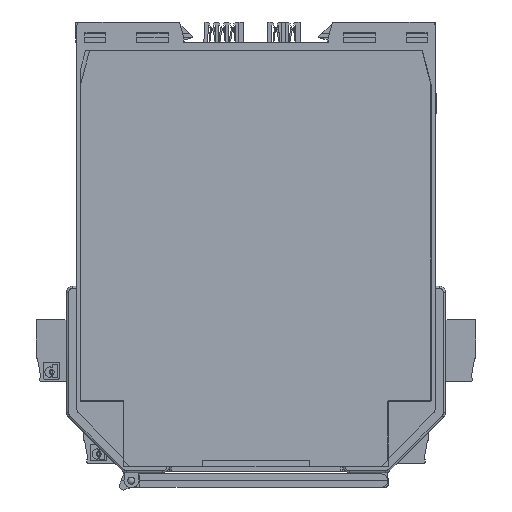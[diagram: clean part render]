
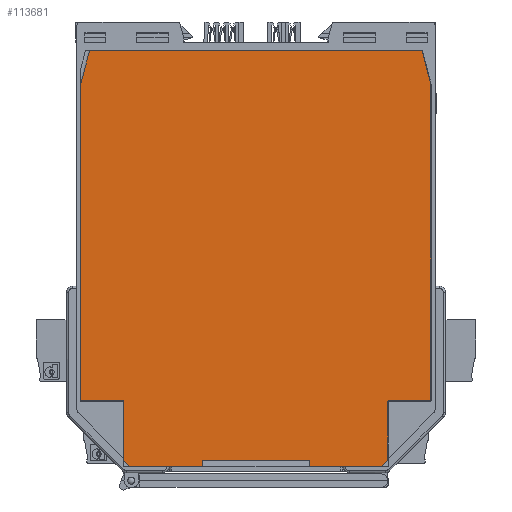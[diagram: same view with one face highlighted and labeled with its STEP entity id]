
A CAD part, front view. The second image highlights one B-rep face of the part: STEP entity #113681.
In plain terms, the highlighted planar face has unit normal (0, -1, 0).
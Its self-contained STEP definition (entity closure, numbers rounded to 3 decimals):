
#110018=DIRECTION('',(0.,0.,1.));
#110019=VECTOR('',#110018,1.5);
#110020=CARTESIAN_POINT('',(-13.,0.,-101.5));
#110021=LINE('',#110020,#110019);
#110025=DIRECTION('',(-1.,0.,0.));
#110026=VECTOR('',#110025,17.7);
#110027=CARTESIAN_POINT('',(-13.,0.,-101.5));
#110028=LINE('',#110027,#110026);
#110032=DIRECTION('',(0.,0.,1.));
#110033=VECTOR('',#110032,14.4);
#110034=CARTESIAN_POINT('',(-32.2,0.,-100.));
#110035=LINE('',#110034,#110033);
#110039=DIRECTION('',(-1.,0.,0.));
#110040=VECTOR('',#110039,10.5);
#110041=CARTESIAN_POINT('',(-32.2,0.,-85.6));
#110042=LINE('',#110041,#110040);
#110046=DIRECTION('',(0.,0.,1.));
#110047=VECTOR('',#110046,77.6);
#110048=CARTESIAN_POINT('',(-42.7,0.,-85.6));
#110049=LINE('',#110048,#110047);
#110053=DIRECTION('',(0.259,0.,0.966));
#110054=VECTOR('',#110053,8.282);
#110055=CARTESIAN_POINT('',(-42.7,0.,-8.));
#110056=LINE('',#110055,#110054);
#110060=DIRECTION('',(1.,0.,0.));
#110061=VECTOR('',#110060,81.113);
#110062=CARTESIAN_POINT('',(-40.556,0.,0.));
#110063=LINE('',#110062,#110061);
#110067=DIRECTION('',(0.259,0.,-0.966));
#110068=VECTOR('',#110067,8.282);
#110069=CARTESIAN_POINT('',(40.556,0.,0.));
#110070=LINE('',#110069,#110068);
#110074=DIRECTION('',(0.,0.,-1.));
#110075=VECTOR('',#110074,77.6);
#110076=CARTESIAN_POINT('',(42.7,0.,-8.));
#110077=LINE('',#110076,#110075);
#110081=DIRECTION('',(-1.,0.,0.));
#110082=VECTOR('',#110081,10.5);
#110083=CARTESIAN_POINT('',(42.7,0.,-85.6));
#110084=LINE('',#110083,#110082);
#110088=DIRECTION('',(0.,0.,-1.));
#110089=VECTOR('',#110088,14.4);
#110090=CARTESIAN_POINT('',(32.2,0.,-85.6));
#110091=LINE('',#110090,#110089);
#110095=DIRECTION('',(-1.,0.,0.));
#110096=VECTOR('',#110095,17.7);
#110097=CARTESIAN_POINT('',(30.7,0.,-101.5));
#110098=LINE('',#110097,#110096);
#110102=DIRECTION('',(0.,0.,1.));
#110103=VECTOR('',#110102,1.5);
#110104=CARTESIAN_POINT('',(13.,0.,-101.5));
#110105=LINE('',#110104,#110103);
#110109=DIRECTION('',(1.,0.,0.));
#110110=VECTOR('',#110109,26.);
#110111=CARTESIAN_POINT('',(-13.,0.,-100.));
#110112=LINE('',#110111,#110110);
#112369=DIRECTION('',(0.707,0.,0.707));
#112370=VECTOR('',#112369,2.121);
#112371=CARTESIAN_POINT('',(30.7,0.,-101.5));
#112372=LINE('',#112371,#112370);
#112425=DIRECTION('',(0.707,0.,-0.707));
#112426=VECTOR('',#112425,2.121);
#112427=CARTESIAN_POINT('',(-32.2,0.,-100.));
#112428=LINE('',#112427,#112426);
#113066=CARTESIAN_POINT('',(-32.2,0.,-85.6));
#113067=CARTESIAN_POINT('',(-42.7,0.,-85.6));
#113068=VERTEX_POINT('',#113066);
#113069=VERTEX_POINT('',#113067);
#113070=CARTESIAN_POINT('',(-42.7,0.,-8.));
#113071=VERTEX_POINT('',#113070);
#113072=CARTESIAN_POINT('',(-40.556,0.,0.));
#113073=VERTEX_POINT('',#113072);
#113074=CARTESIAN_POINT('',(40.556,0.,0.));
#113075=VERTEX_POINT('',#113074);
#113076=CARTESIAN_POINT('',(42.7,0.,-8.));
#113077=VERTEX_POINT('',#113076);
#113078=CARTESIAN_POINT('',(42.7,0.,-85.6));
#113079=VERTEX_POINT('',#113078);
#113080=CARTESIAN_POINT('',(32.2,0.,-85.6));
#113081=VERTEX_POINT('',#113080);
#113198=CARTESIAN_POINT('',(30.7,0.,-101.5));
#113200=VERTEX_POINT('',#113198);
#113202=CARTESIAN_POINT('',(32.2,0.,-100.));
#113204=VERTEX_POINT('',#113202);
#113206=CARTESIAN_POINT('',(-32.2,0.,-100.));
#113208=VERTEX_POINT('',#113206);
#113210=CARTESIAN_POINT('',(-30.7,0.,-101.5));
#113212=VERTEX_POINT('',#113210);
#113566=CARTESIAN_POINT('',(-13.,0.,-101.5));
#113567=CARTESIAN_POINT('',(-13.,0.,-100.));
#113568=VERTEX_POINT('',#113566);
#113569=VERTEX_POINT('',#113567);
#113570=CARTESIAN_POINT('',(13.,0.,-100.));
#113571=VERTEX_POINT('',#113570);
#113572=CARTESIAN_POINT('',(13.,0.,-101.5));
#113573=VERTEX_POINT('',#113572);
#113642=CARTESIAN_POINT('',(0.,0.,0.));
#113643=DIRECTION('',(0.,1.,0.));
#113644=DIRECTION('',(1.,0.,0.));
#113645=AXIS2_PLACEMENT_3D('',#113642,#113643,#113644);
#113646=PLANE('',#113645);
#113648=ORIENTED_EDGE('',*,*,#113647,.F.);
#113650=ORIENTED_EDGE('',*,*,#113649,.T.);
#113652=ORIENTED_EDGE('',*,*,#113651,.F.);
#113654=ORIENTED_EDGE('',*,*,#113653,.T.);
#113656=ORIENTED_EDGE('',*,*,#113655,.T.);
#113658=ORIENTED_EDGE('',*,*,#113657,.T.);
#113660=ORIENTED_EDGE('',*,*,#113659,.T.);
#113662=ORIENTED_EDGE('',*,*,#113661,.T.);
#113664=ORIENTED_EDGE('',*,*,#113663,.T.);
#113666=ORIENTED_EDGE('',*,*,#113665,.T.);
#113668=ORIENTED_EDGE('',*,*,#113667,.T.);
#113670=ORIENTED_EDGE('',*,*,#113669,.T.);
#113672=ORIENTED_EDGE('',*,*,#113671,.F.);
#113674=ORIENTED_EDGE('',*,*,#113673,.T.);
#113676=ORIENTED_EDGE('',*,*,#113675,.T.);
#113678=ORIENTED_EDGE('',*,*,#113677,.F.);
#113679=EDGE_LOOP('',(#113648,#113650,#113652,#113654,#113656,#113658,#113660,
#113662,#113664,#113666,#113668,#113670,#113672,#113674,#113676,#113678));
#113680=FACE_OUTER_BOUND('',#113679,.F.);
#113681=ADVANCED_FACE('',(#113680),#113646,.F.);
#113647=EDGE_CURVE('',#113568,#113569,#110021,.T.);
#113649=EDGE_CURVE('',#113568,#113212,#110028,.T.);
#113651=EDGE_CURVE('',#113208,#113212,#112428,.T.);
#113653=EDGE_CURVE('',#113208,#113068,#110035,.T.);
#113655=EDGE_CURVE('',#113068,#113069,#110042,.T.);
#113657=EDGE_CURVE('',#113069,#113071,#110049,.T.);
#113659=EDGE_CURVE('',#113071,#113073,#110056,.T.);
#113661=EDGE_CURVE('',#113073,#113075,#110063,.T.);
#113663=EDGE_CURVE('',#113075,#113077,#110070,.T.);
#113665=EDGE_CURVE('',#113077,#113079,#110077,.T.);
#113667=EDGE_CURVE('',#113079,#113081,#110084,.T.);
#113669=EDGE_CURVE('',#113081,#113204,#110091,.T.);
#113671=EDGE_CURVE('',#113200,#113204,#112372,.T.);
#113673=EDGE_CURVE('',#113200,#113573,#110098,.T.);
#113675=EDGE_CURVE('',#113573,#113571,#110105,.T.);
#113677=EDGE_CURVE('',#113569,#113571,#110112,.T.);
